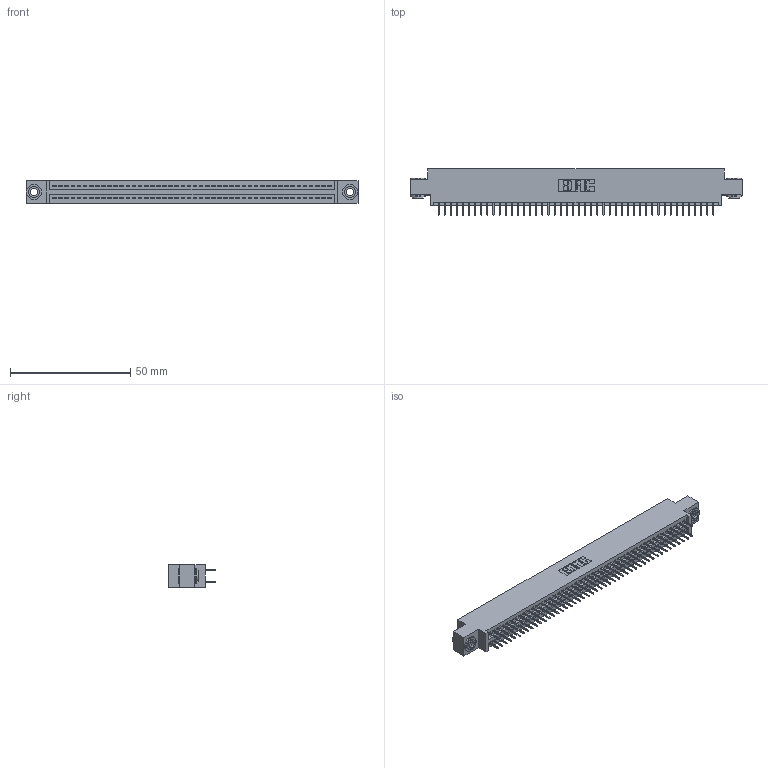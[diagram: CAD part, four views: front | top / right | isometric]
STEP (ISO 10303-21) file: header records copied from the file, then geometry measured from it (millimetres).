
FILE_DESCRIPTION (( 'STEP AP203' ), '1' );
FILE_NAME ('345-092-524-803.STEP', '2018-10-04T20:43:57', ( '' ), ( '' ), 'SwSTEP 2.0', 'SolidWorks 2016', '' );
FILE_SCHEMA (( 'CONFIG_CONTROL_DESIGN' ));
Length unit declared in the file: inch
Products named in the file (4): 345-292-001_345-293-124; 345-250-002_345-250-002-102; 345 Part_0.170 Offset - 0.156 Dia-TH; 345-092-524-803
Assembly tree (95 placements, depth 2):
  345-092-524-803
    345 Part_0.170 Offset - 0.156 Dia-TH
    345-292-001_345-293-124  x92
    345-250-002_345-250-002-102  x2
Bounding box: 138.05 x 19.35 x 9.4 mm (x, y, z)
Volume: 13214.1 mm3; surface area: 19591 mm2
Topology: 95 solids, 95 shells, 5136 faces, 14505 edges, 9298 vertices
Faces by surface type: plane 3682, cylinder 1446, cone 8
Entity records: 36410 total; most frequent: CARTESIAN_POINT 6075, ORIENTED_EDGE 6002, DIRECTION 5383, EDGE_CURVE 3001, VECTOR 2665, LINE 2665, VERTEX_POINT 1994, AXIS2_PLACEMENT_3D 1359
